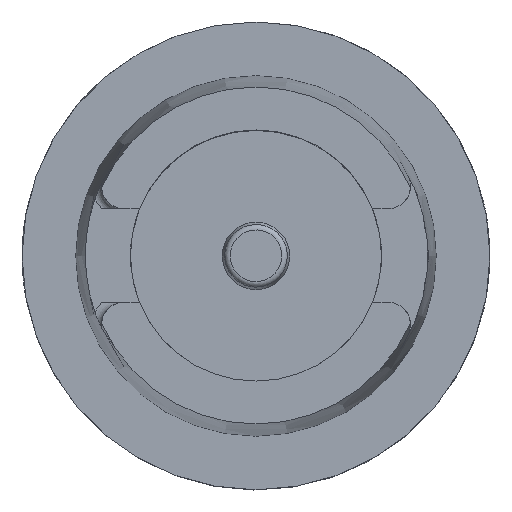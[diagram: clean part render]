
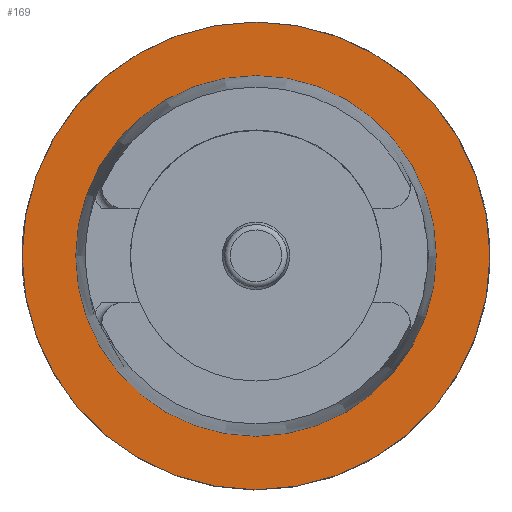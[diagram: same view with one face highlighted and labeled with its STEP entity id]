
A CAD part, top view. The second image highlights one B-rep face of the part: STEP entity #169.
In plain terms, the highlighted planar face has unit normal (0, 0, 1).
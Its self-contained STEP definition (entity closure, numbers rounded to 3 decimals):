
#42=FACE_BOUND('',#325,.T.);
#43=FACE_BOUND('',#326,.T.);
#169=ADVANCED_FACE('',(#42,#43),#221,.F.);
#221=PLANE('',#1298);
#325=EDGE_LOOP('',(#645));
#326=EDGE_LOOP('',(#646));
#405=CIRCLE('',#1295,62.46);
#406=CIRCLE('',#1297,48.134);
#645=ORIENTED_EDGE('',*,*,#994,.F.);
#646=ORIENTED_EDGE('',*,*,#993,.F.);
#842=VERTEX_POINT('',#1989);
#843=VERTEX_POINT('',#1992);
#993=EDGE_CURVE('',#842,#842,#405,.T.);
#994=EDGE_CURVE('',#843,#843,#406,.T.);
#1295=AXIS2_PLACEMENT_3D('',#1988,#1558,#1559);
#1297=AXIS2_PLACEMENT_3D('',#1991,#1562,#1563);
#1298=AXIS2_PLACEMENT_3D('',#1993,#1564,#1565);
#1558=DIRECTION('',(0.,0.,-1.));
#1559=DIRECTION('',(-1.,0.,0.));
#1562=DIRECTION('',(0.,0.,1.));
#1563=DIRECTION('',(-1.,0.,0.));
#1564=DIRECTION('',(0.,0.,-1.));
#1565=DIRECTION('',(-1.,0.,0.));
#1988=CARTESIAN_POINT('',(0.,0.,0.));
#1989=CARTESIAN_POINT('',(-62.46,0.,0.));
#1991=CARTESIAN_POINT('',(0.,0.,0.));
#1992=CARTESIAN_POINT('',(-48.134,0.,0.));
#1993=CARTESIAN_POINT('',(0.,-50.83,0.));
